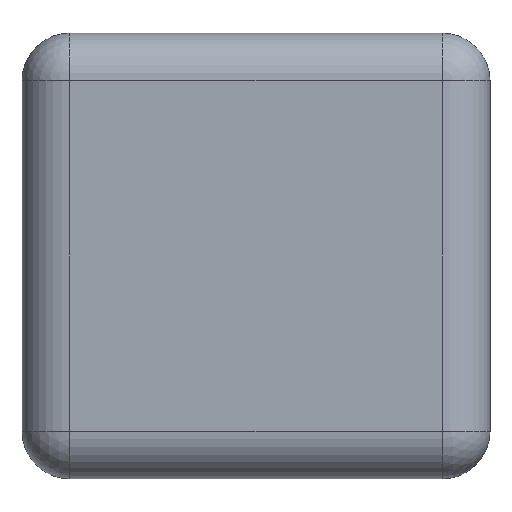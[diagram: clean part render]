
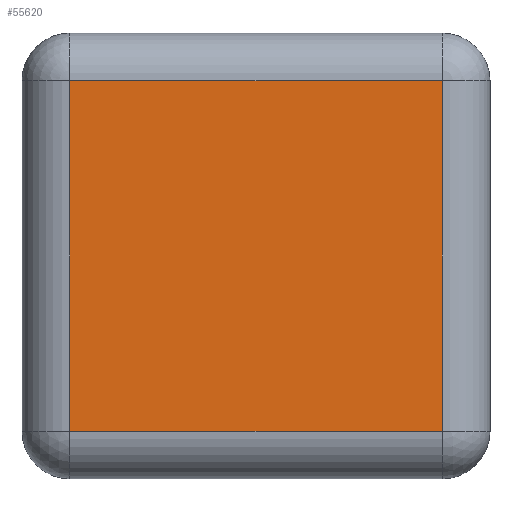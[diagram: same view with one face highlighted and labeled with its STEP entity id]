
A CAD part, front view. The second image highlights one B-rep face of the part: STEP entity #55620.
In plain terms, the highlighted planar face has unit normal (0, -1, 0).
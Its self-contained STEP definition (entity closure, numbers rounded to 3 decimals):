
#308 = CARTESIAN_POINT ( 'NONE',  ( 0., -299.909, 0. ) ) ;
#2103 = ORIENTED_EDGE ( 'NONE', *, *, #26308, .T. ) ;
#4034 = ORIENTED_EDGE ( 'NONE', *, *, #34246, .T. ) ;
#5613 = DIRECTION ( 'NONE',  ( 0., 0., 1. ) ) ;
#12020 = VECTOR ( 'NONE', #29195, 1000. ) ;
#12613 = CARTESIAN_POINT ( 'NONE',  ( -311.292, -299.909, -292.718 ) ) ;
#15963 = LINE ( 'NONE', #52872, #53905 ) ;
#17130 = CARTESIAN_POINT ( 'NONE',  ( 0., -299.909, 292.718 ) ) ;
#18411 = LINE ( 'NONE', #55294, #40499 ) ;
#24490 = AXIS2_PLACEMENT_3D ( 'NONE', #308, #62759, #57898 ) ;
#24806 = VERTEX_POINT ( 'NONE', #65740 ) ;
#25807 = VECTOR ( 'NONE', #59820, 1000. ) ;
#26203 = FACE_OUTER_BOUND ( 'NONE', #67775, .T. ) ;
#26298 = ORIENTED_EDGE ( 'NONE', *, *, #39093, .T. ) ;
#26308 = EDGE_CURVE ( 'NONE', #33675, #24806, #63716, .T. ) ;
#26894 = EDGE_CURVE ( 'NONE', #57767, #33675, #15963, .T. ) ;
#28112 = CARTESIAN_POINT ( 'NONE',  ( -311.292, -299.909, 0. ) ) ;
#29195 = DIRECTION ( 'NONE',  ( -1., 0., 0. ) ) ;
#31204 = VERTEX_POINT ( 'NONE', #12613 ) ;
#33675 = VERTEX_POINT ( 'NONE', #51038 ) ;
#34246 = EDGE_CURVE ( 'NONE', #31204, #57767, #18411, .T. ) ;
#36894 = PLANE ( 'NONE',  #24490 ) ;
#39093 = EDGE_CURVE ( 'NONE', #24806, #31204, #55323, .T. ) ;
#40499 = VECTOR ( 'NONE', #61150, 1000. ) ;
#50552 = CARTESIAN_POINT ( 'NONE',  ( 311.292, -299.909, -292.718 ) ) ;
#51038 = CARTESIAN_POINT ( 'NONE',  ( 311.292, -299.909, 292.718 ) ) ;
#52872 = CARTESIAN_POINT ( 'NONE',  ( 311.292, -299.909, 372.718 ) ) ;
#53905 = VECTOR ( 'NONE', #5613, 1000. ) ;
#55294 = CARTESIAN_POINT ( 'NONE',  ( 391.292, -299.909, -292.718 ) ) ;
#55323 = LINE ( 'NONE', #28112, #25807 ) ;
#55620 = ADVANCED_FACE ( 'NONE', ( #26203 ), #36894, .T. ) ;
#56517 = ORIENTED_EDGE ( 'NONE', *, *, #26894, .T. ) ;
#57767 = VERTEX_POINT ( 'NONE', #50552 ) ;
#57898 = DIRECTION ( 'NONE',  ( 0., 0., -1. ) ) ;
#59820 = DIRECTION ( 'NONE',  ( 0., 0., -1. ) ) ;
#61150 = DIRECTION ( 'NONE',  ( 1., 0., 0. ) ) ;
#62759 = DIRECTION ( 'NONE',  ( 0., -1., 0. ) ) ;
#63716 = LINE ( 'NONE', #17130, #12020 ) ;
#65740 = CARTESIAN_POINT ( 'NONE',  ( -311.292, -299.909, 292.718 ) ) ;
#67775 = EDGE_LOOP ( 'NONE', ( #56517, #2103, #26298, #4034 ) ) ;
